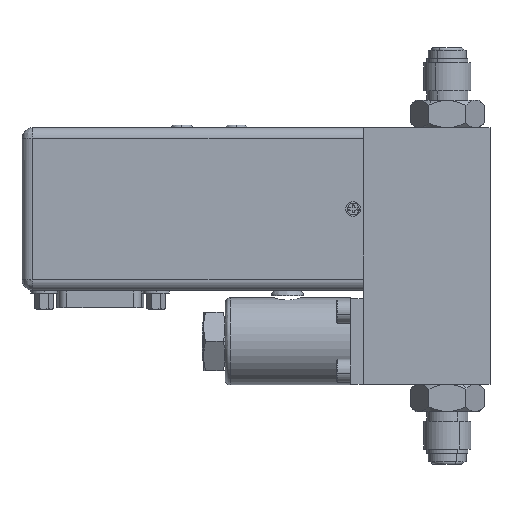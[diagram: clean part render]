
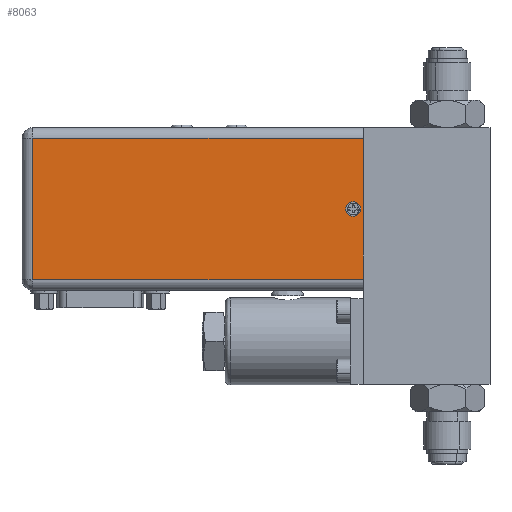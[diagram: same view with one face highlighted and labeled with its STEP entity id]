
A CAD part, left-side view. The second image highlights one B-rep face of the part: STEP entity #8063.
In plain terms, the highlighted planar face has unit normal (-1, 0, 0).
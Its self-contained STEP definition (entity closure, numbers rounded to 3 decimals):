
#54 = LINE ( 'NONE', #2669, #9827 ) ;
#69 = CIRCLE ( 'NONE', #12179, 1.753 ) ;
#290 = DIRECTION ( 'NONE',  ( 0., 0., 1. ) ) ;
#311 = VERTEX_POINT ( 'NONE', #5590 ) ;
#756 = AXIS2_PLACEMENT_3D ( 'NONE', #11018, #5368, #11958 ) ;
#1050 = DIRECTION ( 'NONE',  ( 0., 0., -1. ) ) ;
#1278 = LINE ( 'NONE', #6724, #11317 ) ;
#1292 = CARTESIAN_POINT ( 'NONE',  ( -18.656, 37.719, -7.061 ) ) ;
#1443 = FACE_OUTER_BOUND ( 'NONE', #4635, .T. ) ;
#1564 = VERTEX_POINT ( 'NONE', #3808 ) ;
#1642 = CARTESIAN_POINT ( 'NONE',  ( -18.656, 136.144, 35.001 ) ) ;
#1650 = AXIS2_PLACEMENT_3D ( 'NONE', #5025, #5976, #290 ) ;
#1744 = FACE_BOUND ( 'NONE', #4241, .T. ) ;
#1856 = EDGE_CURVE ( 'NONE', #311, #8912, #69, .T. ) ;
#1870 = ORIENTED_EDGE ( 'NONE', *, *, #8282, .T. ) ;
#2317 = EDGE_CURVE ( 'NONE', #10526, #7671, #54, .T. ) ;
#2395 = EDGE_CURVE ( 'NONE', #1564, #3973, #4804, .T. ) ;
#2669 = CARTESIAN_POINT ( 'NONE',  ( -18.656, 37.719, -7.061 ) ) ;
#3260 = ORIENTED_EDGE ( 'NONE', *, *, #2395, .T. ) ;
#3265 = DIRECTION ( 'NONE',  ( 1., 0., 0. ) ) ;
#3808 = CARTESIAN_POINT ( 'NONE',  ( -18.656, 37.719, 35.001 ) ) ;
#3973 = VERTEX_POINT ( 'NONE', #1642 ) ;
#4077 = PLANE ( 'NONE',  #1650 ) ;
#4241 = EDGE_LOOP ( 'NONE', ( #1870, #6287 ) ) ;
#4635 = EDGE_LOOP ( 'NONE', ( #10912, #6723, #9029, #3260 ) ) ;
#4804 = LINE ( 'NONE', #11279, #11727 ) ;
#5025 = CARTESIAN_POINT ( 'NONE',  ( -18.656, 37.719, 13.97 ) ) ;
#5368 = DIRECTION ( 'NONE',  ( 1., 0., 0. ) ) ;
#5590 = CARTESIAN_POINT ( 'NONE',  ( -18.656, 40.716, 12.217 ) ) ;
#5777 = CARTESIAN_POINT ( 'NONE',  ( -18.656, 40.716, 15.723 ) ) ;
#5976 = DIRECTION ( 'NONE',  ( -1., 0., 0. ) ) ;
#6287 = ORIENTED_EDGE ( 'NONE', *, *, #1856, .T. ) ;
#6603 = DIRECTION ( 'NONE',  ( 0., 0., -1. ) ) ;
#6723 = ORIENTED_EDGE ( 'NONE', *, *, #2317, .F. ) ;
#6724 = CARTESIAN_POINT ( 'NONE',  ( -18.656, 136.144, 13.97 ) ) ;
#7671 = VERTEX_POINT ( 'NONE', #8833 ) ;
#8063 = ADVANCED_FACE ( 'NONE', ( #1443, #1744 ), #4077, .T. ) ;
#8282 = EDGE_CURVE ( 'NONE', #8912, #311, #11906, .T. ) ;
#8808 = EDGE_CURVE ( 'NONE', #1564, #10526, #9709, .T. ) ;
#8833 = CARTESIAN_POINT ( 'NONE',  ( -18.656, 136.144, -7.061 ) ) ;
#8880 = EDGE_CURVE ( 'NONE', #3973, #7671, #1278, .T. ) ;
#8911 = CARTESIAN_POINT ( 'NONE',  ( -18.656, 40.716, 13.97 ) ) ;
#8912 = VERTEX_POINT ( 'NONE', #5777 ) ;
#9029 = ORIENTED_EDGE ( 'NONE', *, *, #8808, .F. ) ;
#9709 = LINE ( 'NONE', #11290, #12191 ) ;
#9827 = VECTOR ( 'NONE', #12099, 1000. ) ;
#9871 = DIRECTION ( 'NONE',  ( 0., 0., 1. ) ) ;
#10526 = VERTEX_POINT ( 'NONE', #1292 ) ;
#10912 = ORIENTED_EDGE ( 'NONE', *, *, #8880, .T. ) ;
#11018 = CARTESIAN_POINT ( 'NONE',  ( -18.656, 40.716, 13.97 ) ) ;
#11279 = CARTESIAN_POINT ( 'NONE',  ( -18.656, 37.719, 35.001 ) ) ;
#11290 = CARTESIAN_POINT ( 'NONE',  ( -18.656, 37.719, 13.97 ) ) ;
#11317 = VECTOR ( 'NONE', #1050, 1000. ) ;
#11727 = VECTOR ( 'NONE', #12222, 1000. ) ;
#11906 = CIRCLE ( 'NONE', #756, 1.753 ) ;
#11958 = DIRECTION ( 'NONE',  ( 0., 0., 1. ) ) ;
#12099 = DIRECTION ( 'NONE',  ( 0., 1., 0. ) ) ;
#12179 = AXIS2_PLACEMENT_3D ( 'NONE', #8911, #3265, #9871 ) ;
#12191 = VECTOR ( 'NONE', #6603, 1000. ) ;
#12222 = DIRECTION ( 'NONE',  ( 0., 1., 0. ) ) ;
